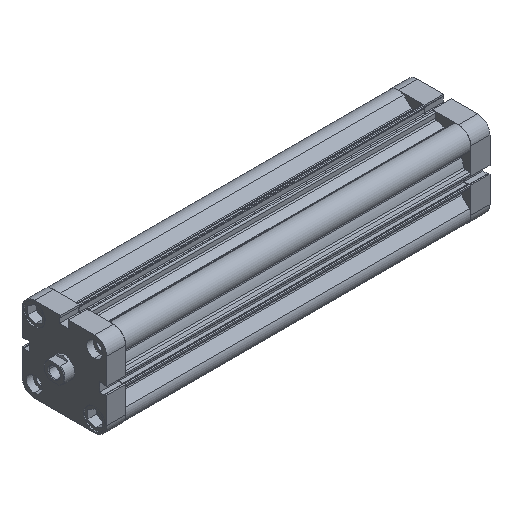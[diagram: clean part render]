
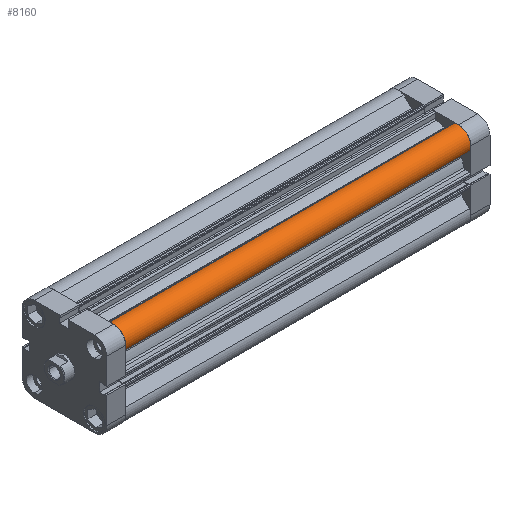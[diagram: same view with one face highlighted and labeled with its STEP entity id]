
A CAD part, isometric view. The second image highlights one B-rep face of the part: STEP entity #8160.
In plain terms, the highlighted cylindrical face has radius 9.25 mm (diameter 18.5 mm), a partial arc.
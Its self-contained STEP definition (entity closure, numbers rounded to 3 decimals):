
#204 = ORIENTED_EDGE ( 'NONE', *, *, #1878, .F. ) ;
#221 = ORIENTED_EDGE ( 'NONE', *, *, #2023, .F. ) ;
#235 = ORIENTED_EDGE ( 'NONE', *, *, #2030, .T. ) ;
#254 = ORIENTED_EDGE ( 'NONE', *, *, #1975, .T. ) ;
#806 = CIRCLE ( 'NONE', #2657, 9.25 ) ;
#965 = CIRCLE ( 'NONE', #2683, 9.25 ) ;
#1042 = LINE ( 'NONE', #9132, #1043 ) ;
#1043 = VECTOR ( 'NONE', #9133, 1000. ) ;
#1056 = LINE ( 'NONE', #9146, #1057 ) ;
#1057 = VECTOR ( 'NONE', #9147, 1000. ) ;
#1878 = EDGE_CURVE ( 'NONE', #8720, #8712, #806, .T. ) ;
#1975 = EDGE_CURVE ( 'NONE', #8904, #8905, #965, .T. ) ;
#2023 = EDGE_CURVE ( 'NONE', #8712, #8905, #1042, .T. ) ;
#2030 = EDGE_CURVE ( 'NONE', #8720, #8904, #1056, .T. ) ;
#2657 = AXIS2_PLACEMENT_3D ( 'NONE', #4289, #4139, #4135 ) ;
#2683 = AXIS2_PLACEMENT_3D ( 'NONE', #9009, #9017, #9018 ) ;
#3053 = AXIS2_PLACEMENT_3D ( 'NONE', #4437, #4429, #4432 ) ;
#4135 = DIRECTION ( 'NONE',  ( -1., 0., 0. ) ) ;
#4139 = DIRECTION ( 'NONE',  ( 0., 0., 1. ) ) ;
#4289 = CARTESIAN_POINT ( 'NONE',  ( 23.25, -23.25, 267. ) ) ;
#4429 = DIRECTION ( 'NONE',  ( 0., 0., -1. ) ) ;
#4432 = DIRECTION ( 'NONE',  ( -1., 0., 0. ) ) ;
#4437 = CARTESIAN_POINT ( 'NONE',  ( 23.25, -23.25, 267. ) ) ;
#5322 = CYLINDRICAL_SURFACE ( 'NONE', #3053, 9.25 ) ;
#5325 = FACE_OUTER_BOUND ( 'NONE', #7802, .T. ) ;
#6341 = CARTESIAN_POINT ( 'NONE',  ( 31.559, -19.184, 267. ) ) ;
#6349 = CARTESIAN_POINT ( 'NONE',  ( 19.184, -31.559, 267. ) ) ;
#6533 = CARTESIAN_POINT ( 'NONE',  ( 19.184, -31.559, 0. ) ) ;
#6534 = CARTESIAN_POINT ( 'NONE',  ( 31.559, -19.184, 0. ) ) ;
#7802 = EDGE_LOOP ( 'NONE', ( #254, #221, #204, #235 ) ) ;
#8160 = ADVANCED_FACE ( 'NONE', ( #5325 ), #5322, .T. ) ;
#8712 = VERTEX_POINT ( 'NONE', #6341 ) ;
#8720 = VERTEX_POINT ( 'NONE', #6349 ) ;
#8904 = VERTEX_POINT ( 'NONE', #6533 ) ;
#8905 = VERTEX_POINT ( 'NONE', #6534 ) ;
#9009 = CARTESIAN_POINT ( 'NONE',  ( 23.25, -23.25, 0. ) ) ;
#9017 = DIRECTION ( 'NONE',  ( 0., 0., 1. ) ) ;
#9018 = DIRECTION ( 'NONE',  ( -1., 0., 0. ) ) ;
#9132 = CARTESIAN_POINT ( 'NONE',  ( 31.559, -19.184, 267. ) ) ;
#9133 = DIRECTION ( 'NONE',  ( 0., 0., -1. ) ) ;
#9146 = CARTESIAN_POINT ( 'NONE',  ( 19.184, -31.559, 267. ) ) ;
#9147 = DIRECTION ( 'NONE',  ( 0., 0., -1. ) ) ;
